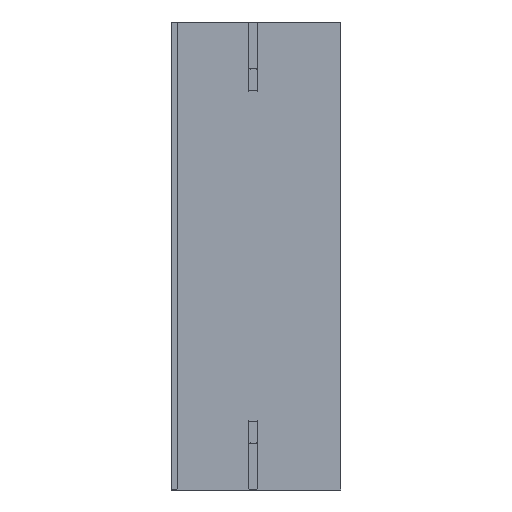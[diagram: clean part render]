
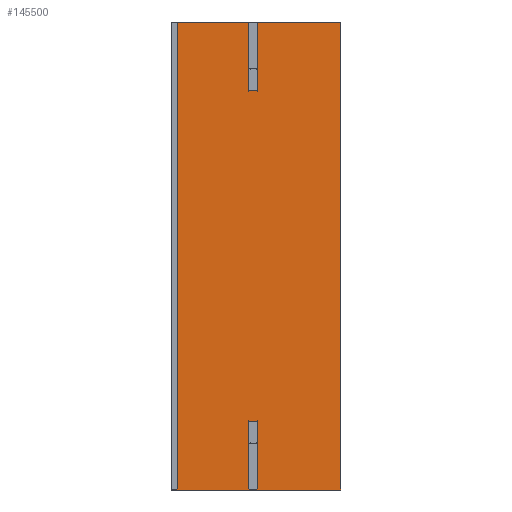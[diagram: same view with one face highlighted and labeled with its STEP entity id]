
A CAD part, left-side view. The second image highlights one B-rep face of the part: STEP entity #145500.
In plain terms, the highlighted free-form (B-spline) face has degree [1, 1] with [2, 2] control points.
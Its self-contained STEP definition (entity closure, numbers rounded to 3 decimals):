
#126160 = CARTESIAN_POINT ('', (-25., 56., -80.));
#126170 = VERTEX_POINT ('', #126160);
#126230 = CARTESIAN_POINT ('', (-25., 56., 80.));
#126240 = VERTEX_POINT ('', #126230);
#126250 = CARTESIAN_POINT ('', (-25., 56., -80.));
#126260 = CARTESIAN_POINT ('', (-25., 56., 80.));
#126270 = B_SPLINE_CURVE_WITH_KNOTS ('', 1, (#126250, #126260), .UNSPECIFIED., .F., .U., (2, 2), (0., 1.), .UNSPECIFIED.);
#126280 = EDGE_CURVE ('', #126170, #126240, #126270, .T.);
#127940 = CARTESIAN_POINT ('', (-25., 31.5, -56.41));
#127950 = VERTEX_POINT ('', #127940);
#128010 = CARTESIAN_POINT ('', (-25., 31.5, -80.));
#128020 = VERTEX_POINT ('', #128010);
#128030 = CARTESIAN_POINT ('', (-25., 31.5, -80.));
#128040 = CARTESIAN_POINT ('', (-25., 31.5, -56.41));
#128050 = B_SPLINE_CURVE_WITH_KNOTS ('', 1, (#128030, #128040), .UNSPECIFIED., .F., .U., (2, 2), (0., 1.), .UNSPECIFIED.);
#128060 = EDGE_CURVE ('', #128020, #127950, #128050, .T.);
#128990 = CARTESIAN_POINT ('', (-25., 28.5, -56.41));
#129000 = VERTEX_POINT ('', #128990);
#129060 = CARTESIAN_POINT ('', (-25., 30., -56.5));
#129070 = VERTEX_POINT ('', #129060);
#129080 = CARTESIAN_POINT ('', (-25., 28.5, -56.41));
#129090 = CARTESIAN_POINT ('', (-25., 29.007, -56.471));
#129100 = CARTESIAN_POINT ('', (-25., 29.508, -56.5));
#129110 = CARTESIAN_POINT ('', (-25., 30., -56.5));
#129120 = (
   BOUNDED_CURVE ()
   B_SPLINE_CURVE (3, (#129080, #129090, #129100, #129110), .UNSPECIFIED., .F., .U.)
   B_SPLINE_CURVE_WITH_KNOTS ((4, 4), (0., 1.), .UNSPECIFIED.)
   CURVE ()
   GEOMETRIC_REPRESENTATION_ITEM ()
   RATIONAL_B_SPLINE_CURVE ((0.893, 0.926, 0.962, 1.))
   REPRESENTATION_ITEM ('')
);
#129130 = EDGE_CURVE ('', #129000, #129070, #129120, .T.);
#129150 = CARTESIAN_POINT ('', (-25., 30., -56.5));
#129160 = CARTESIAN_POINT ('', (-25., 30.492, -56.5));
#129170 = CARTESIAN_POINT ('', (-25., 30.993, -56.471));
#129180 = CARTESIAN_POINT ('', (-25., 31.5, -56.41));
#129190 = (
   BOUNDED_CURVE ()
   B_SPLINE_CURVE (3, (#129150, #129160, #129170, #129180), .UNSPECIFIED., .F., .U.)
   B_SPLINE_CURVE_WITH_KNOTS ((4, 4), (0., 1.), .UNSPECIFIED.)
   CURVE ()
   GEOMETRIC_REPRESENTATION_ITEM ()
   RATIONAL_B_SPLINE_CURVE ((1., 0.962, 0.926, 0.893))
   REPRESENTATION_ITEM ('')
);
#129200 = EDGE_CURVE ('', #129070, #127950, #129190, .T.);
#133280 = CARTESIAN_POINT ('', (-25., 31.5, 56.41));
#133290 = VERTEX_POINT ('', #133280);
#133350 = CARTESIAN_POINT ('', (-25., 30., 56.5));
#133360 = VERTEX_POINT ('', #133350);
#133370 = CARTESIAN_POINT ('', (-25., 31.5, 56.41));
#133380 = CARTESIAN_POINT ('', (-25., 31.002, 56.47));
#133390 = CARTESIAN_POINT ('', (-25., 30.502, 56.5));
#133400 = CARTESIAN_POINT ('', (-25., 30., 56.5));
#133410 = (
   BOUNDED_CURVE ()
   B_SPLINE_CURVE (3, (#133370, #133380, #133390, #133400), .UNSPECIFIED., .F., .U.)
   B_SPLINE_CURVE_WITH_KNOTS ((4, 4), (0., 1.), .UNSPECIFIED.)
   CURVE ()
   GEOMETRIC_REPRESENTATION_ITEM ()
   RATIONAL_B_SPLINE_CURVE ((0.502, 0.501, 0.5, 0.5))
   REPRESENTATION_ITEM ('')
);
#133420 = EDGE_CURVE ('', #133290, #133360, #133410, .T.);
#133440 = CARTESIAN_POINT ('', (-25., 28.5, 56.41));
#133450 = VERTEX_POINT ('', #133440);
#133460 = CARTESIAN_POINT ('', (-25., 30., 56.5));
#133470 = CARTESIAN_POINT ('', (-25., 29.498, 56.5));
#133480 = CARTESIAN_POINT ('', (-25., 28.998, 56.47));
#133490 = CARTESIAN_POINT ('', (-25., 28.5, 56.41));
#133500 = (
   BOUNDED_CURVE ()
   B_SPLINE_CURVE (3, (#133460, #133470, #133480, #133490), .UNSPECIFIED., .F., .U.)
   B_SPLINE_CURVE_WITH_KNOTS ((4, 4), (0., 1.), .UNSPECIFIED.)
   CURVE ()
   GEOMETRIC_REPRESENTATION_ITEM ()
   RATIONAL_B_SPLINE_CURVE ((0.5, 0.5, 0.501, 0.502))
   REPRESENTATION_ITEM ('')
);
#133510 = EDGE_CURVE ('', #133360, #133450, #133500, .T.);
#142240 = CARTESIAN_POINT ('', (-25., 28.5, 80.));
#142250 = VERTEX_POINT ('', #142240);
#142310 = CARTESIAN_POINT ('', (-25., 0., 80.));
#142320 = VERTEX_POINT ('', #142310);
#142330 = CARTESIAN_POINT ('', (-25., 28.5, 80.));
#142340 = CARTESIAN_POINT ('', (-25., 0., 80.));
#142350 = B_SPLINE_CURVE_WITH_KNOTS ('', 1, (#142330, #142340), .UNSPECIFIED., .F., .U., (2, 2), (0., 1.), .UNSPECIFIED.);
#142360 = EDGE_CURVE ('', #142250, #142320, #142350, .T.);
#142530 = CARTESIAN_POINT ('', (-25., 28.5, 56.41));
#142540 = CARTESIAN_POINT ('', (-25., 28.5, 80.));
#142550 = B_SPLINE_CURVE_WITH_KNOTS ('', 1, (#142530, #142540), .UNSPECIFIED., .F., .U., (2, 2), (0., 1.), .UNSPECIFIED.);
#142560 = EDGE_CURVE ('', #133450, #142250, #142550, .T.);
#143580 = CARTESIAN_POINT ('', (-25., 0., -80.));
#143590 = VERTEX_POINT ('', #143580);
#143600 = CARTESIAN_POINT ('', (-25., 0., -80.));
#143610 = CARTESIAN_POINT ('', (-25., 0., 80.));
#143620 = B_SPLINE_CURVE_WITH_KNOTS ('', 1, (#143600, #143610), .UNSPECIFIED., .F., .U., (2, 2), (0., 1.), .UNSPECIFIED.);
#143630 = EDGE_CURVE ('', #143590, #142320, #143620, .T.);
#144730 = CARTESIAN_POINT ('', (-25., 28.5, -80.));
#144740 = VERTEX_POINT ('', #144730);
#144800 = CARTESIAN_POINT ('', (-25., 28.5, -56.41));
#144810 = CARTESIAN_POINT ('', (-25., 28.5, -80.));
#144820 = B_SPLINE_CURVE_WITH_KNOTS ('', 1, (#144800, #144810), .UNSPECIFIED., .F., .U., (2, 2), (0., 1.), .UNSPECIFIED.);
#144830 = EDGE_CURVE ('', #129000, #144740, #144820, .T.);
#145010 = CARTESIAN_POINT ('', (-25., 28.5, -80.));
#145020 = CARTESIAN_POINT ('', (-25., 0., -80.));
#145030 = B_SPLINE_CURVE_WITH_KNOTS ('', 1, (#145010, #145020), .UNSPECIFIED., .F., .U., (2, 2), (0., 1.), .UNSPECIFIED.);
#145040 = EDGE_CURVE ('', #144740, #143590, #145030, .T.);
#145150 = ORIENTED_EDGE ('', *, *, #129130, .F.);
#145160 = ORIENTED_EDGE ('', *, *, #144830, .T.);
#145170 = ORIENTED_EDGE ('', *, *, #145040, .T.);
#145180 = ORIENTED_EDGE ('', *, *, #143630, .T.);
#145190 = ORIENTED_EDGE ('', *, *, #142360, .F.);
#145200 = ORIENTED_EDGE ('', *, *, #142560, .F.);
#145210 = ORIENTED_EDGE ('', *, *, #133510, .F.);
#145220 = ORIENTED_EDGE ('', *, *, #133420, .F.);
#145230 = CARTESIAN_POINT ('', (-25., 31.5, 80.));
#145240 = VERTEX_POINT ('', #145230);
#145250 = CARTESIAN_POINT ('', (-25., 31.5, 80.));
#145260 = CARTESIAN_POINT ('', (-25., 31.5, 56.41));
#145270 = B_SPLINE_CURVE_WITH_KNOTS ('', 1, (#145250, #145260), .UNSPECIFIED., .F., .U., (2, 2), (0., 1.), .UNSPECIFIED.);
#145280 = EDGE_CURVE ('', #145240, #133290, #145270, .T.);
#145290 = ORIENTED_EDGE ('', *, *, #145280, .F.);
#145300 = CARTESIAN_POINT ('', (-25., 56., 80.));
#145310 = CARTESIAN_POINT ('', (-25., 31.5, 80.));
#145320 = B_SPLINE_CURVE_WITH_KNOTS ('', 1, (#145300, #145310), .UNSPECIFIED., .F., .U., (2, 2), (0., 1.), .UNSPECIFIED.);
#145330 = EDGE_CURVE ('', #126240, #145240, #145320, .T.);
#145340 = ORIENTED_EDGE ('', *, *, #145330, .F.);
#145350 = ORIENTED_EDGE ('', *, *, #126280, .F.);
#145360 = CARTESIAN_POINT ('', (-25., 56., -80.));
#145370 = CARTESIAN_POINT ('', (-25., 31.5, -80.));
#145380 = B_SPLINE_CURVE_WITH_KNOTS ('', 1, (#145360, #145370), .UNSPECIFIED., .F., .U., (2, 2), (0., 1.), .UNSPECIFIED.);
#145390 = EDGE_CURVE ('', #126170, #128020, #145380, .T.);
#145400 = ORIENTED_EDGE ('', *, *, #145390, .T.);
#145410 = ORIENTED_EDGE ('', *, *, #128060, .T.);
#145420 = ORIENTED_EDGE ('', *, *, #129200, .F.);
#145430 = EDGE_LOOP ('', (#145150, #145160, #145170, #145180, #145190, #145200, #145210, #145220, #145290, #145340, #145350, #145400, #145410, #145420));
#145440 = FACE_OUTER_BOUND ('', #145430, .T.);
#145450 = CARTESIAN_POINT ('', (-25., 0., -80.));
#145460 = CARTESIAN_POINT ('', (-25., 56., -80.));
#145470 = CARTESIAN_POINT ('', (-25., 0., 80.));
#145480 = CARTESIAN_POINT ('', (-25., 56., 80.));
#145490 = B_SPLINE_SURFACE_WITH_KNOTS ('', 1, 1, ((#145450, #145460), (#145470, #145480)), .UNSPECIFIED., .F., .F., .U., (2, 2), (2, 2), (0., 1.), (0., 1.), .UNSPECIFIED.);
#145500 = ADVANCED_FACE ('', (#145440), #145490, .T.);
